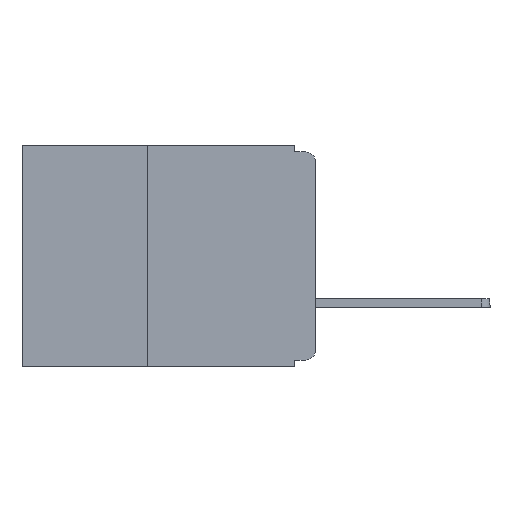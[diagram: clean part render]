
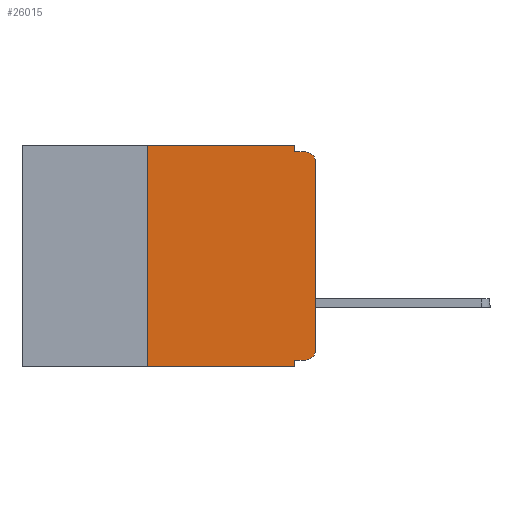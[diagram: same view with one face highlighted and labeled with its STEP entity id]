
A CAD part, left-side view. The second image highlights one B-rep face of the part: STEP entity #26015.
In plain terms, the highlighted planar face has unit normal (-1, 0, 0).
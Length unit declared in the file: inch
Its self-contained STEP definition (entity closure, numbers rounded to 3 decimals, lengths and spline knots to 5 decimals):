
#7 = FACE_OUTER_BOUND ( 'NONE', #15697, .T. ) ;
#604 = EDGE_CURVE ( 'NONE', #13220, #9305, #25000, .T. ) ;
#818 = CARTESIAN_POINT ( 'NONE',  ( 0., 0.031, -0.01 ) ) ;
#917 = CARTESIAN_POINT ( 'NONE',  ( 0., 0., -0.025 ) ) ;
#1458 = CARTESIAN_POINT ( 'NONE',  ( 0., 0.031, -0.33 ) ) ;
#1669 = VECTOR ( 'NONE', #2268, 39.37008 ) ;
#1786 = LINE ( 'NONE', #10050, #13350 ) ;
#2268 = DIRECTION ( 'NONE',  ( 0., 1., 0. ) ) ;
#2737 = CARTESIAN_POINT ( 'NONE',  ( 0., 0.015, -0.305 ) ) ;
#2738 = LINE ( 'NONE', #12921, #24766 ) ;
#3065 = CARTESIAN_POINT ( 'NONE',  ( 0., 0.015, -0.01 ) ) ;
#3822 = CARTESIAN_POINT ( 'NONE',  ( 0., 0.25, -0.33 ) ) ;
#3911 = CARTESIAN_POINT ( 'NONE',  ( 0., 0.437, 0. ) ) ;
#3919 = DIRECTION ( 'NONE',  ( 0., -1., 0. ) ) ;
#4514 = VERTEX_POINT ( 'NONE', #23470 ) ;
#4549 = PLANE ( 'NONE',  #23542 ) ;
#4906 = CARTESIAN_POINT ( 'NONE',  ( 0., 0.25, 0. ) ) ;
#4978 = DIRECTION ( 'NONE',  ( 0., 0., -1. ) ) ;
#5209 = CARTESIAN_POINT ( 'NONE',  ( 0., 0., -0.305 ) ) ;
#5322 = CARTESIAN_POINT ( 'NONE',  ( 0., 0.015, -0.32 ) ) ;
#5358 = CARTESIAN_POINT ( 'NONE',  ( 0., 0., 0. ) ) ;
#7783 = AXIS2_PLACEMENT_3D ( 'NONE', #2737, #17840, #4978 ) ;
#8429 = EDGE_CURVE ( 'NONE', #9785, #4514, #2738, .T. ) ;
#8631 = CARTESIAN_POINT ( 'NONE',  ( 0., 0., -0.01 ) ) ;
#8817 = VERTEX_POINT ( 'NONE', #5322 ) ;
#8931 = DIRECTION ( 'NONE',  ( 0., 0., -1. ) ) ;
#8955 = CARTESIAN_POINT ( 'NONE',  ( 0., 0.015, -0.025 ) ) ;
#9087 = CARTESIAN_POINT ( 'NONE',  ( 0., 0.25, -0.33 ) ) ;
#9252 = ORIENTED_EDGE ( 'NONE', *, *, #26699, .T. ) ;
#9305 = VERTEX_POINT ( 'NONE', #24593 ) ;
#9490 = VERTEX_POINT ( 'NONE', #20876 ) ;
#9529 = VECTOR ( 'NONE', #3919, 39.37008 ) ;
#9785 = VERTEX_POINT ( 'NONE', #9087 ) ;
#10050 = CARTESIAN_POINT ( 'NONE',  ( 0., 0.031, 0. ) ) ;
#10820 = DIRECTION ( 'NONE',  ( 0., -1., 0. ) ) ;
#11138 = DIRECTION ( 'NONE',  ( 0., 0., -1. ) ) ;
#11269 = ORIENTED_EDGE ( 'NONE', *, *, #604, .F. ) ;
#11574 = CIRCLE ( 'NONE', #15547, 0.015 ) ;
#12625 = DIRECTION ( 'NONE',  ( 0., -1., 0. ) ) ;
#12633 = ORIENTED_EDGE ( 'NONE', *, *, #24267, .F. ) ;
#12915 = VECTOR ( 'NONE', #14518, 39.37008 ) ;
#12921 = CARTESIAN_POINT ( 'NONE',  ( 0., 0.437, -0.33 ) ) ;
#13220 = VERTEX_POINT ( 'NONE', #4906 ) ;
#13350 = VECTOR ( 'NONE', #18503, 39.37008 ) ;
#13908 = ORIENTED_EDGE ( 'NONE', *, *, #26392, .F. ) ;
#14253 = LINE ( 'NONE', #3822, #24737 ) ;
#14518 = DIRECTION ( 'NONE',  ( 0., 0., -1. ) ) ;
#14694 = DIRECTION ( 'NONE',  ( 0., 0., 1. ) ) ;
#14955 = VERTEX_POINT ( 'NONE', #818 ) ;
#15547 = AXIS2_PLACEMENT_3D ( 'NONE', #8955, #23719, #11138 ) ;
#15697 = EDGE_LOOP ( 'NONE', ( #21463, #26550, #12633, #26484, #11269, #22896, #26525, #13908, #25433, #9252 ) ) ;
#15901 = EDGE_CURVE ( 'NONE', #9785, #13220, #14253, .T. ) ;
#16865 = VERTEX_POINT ( 'NONE', #5209 ) ;
#16908 = VERTEX_POINT ( 'NONE', #3065 ) ;
#17669 = VECTOR ( 'NONE', #10820, 39.37008 ) ;
#17840 = DIRECTION ( 'NONE',  ( -1., 0., 0. ) ) ;
#17848 = VECTOR ( 'NONE', #22376, 39.37008 ) ;
#17983 = VERTEX_POINT ( 'NONE', #917 ) ;
#18503 = DIRECTION ( 'NONE',  ( 0., 0., -1. ) ) ;
#18543 = LINE ( 'NONE', #1458, #12915 ) ;
#19406 = CARTESIAN_POINT ( 'NONE',  ( 0., 0., -0.32 ) ) ;
#19522 = CARTESIAN_POINT ( 'NONE',  ( 0., 0.437, 0. ) ) ;
#20876 = CARTESIAN_POINT ( 'NONE',  ( 0., 0.031, -0.32 ) ) ;
#21324 = EDGE_CURVE ( 'NONE', #17983, #16908, #11574, .T. ) ;
#21463 = ORIENTED_EDGE ( 'NONE', *, *, #26845, .T. ) ;
#21621 = DIRECTION ( 'NONE',  ( 1., 0., 0. ) ) ;
#22376 = DIRECTION ( 'NONE',  ( 0., 0., 1. ) ) ;
#22896 = ORIENTED_EDGE ( 'NONE', *, *, #15901, .F. ) ;
#23380 = LINE ( 'NONE', #5358, #17848 ) ;
#23470 = CARTESIAN_POINT ( 'NONE',  ( 0., 0.031, -0.33 ) ) ;
#23542 = AXIS2_PLACEMENT_3D ( 'NONE', #19522, #21621, #8931 ) ;
#23719 = DIRECTION ( 'NONE',  ( -1., 0., 0. ) ) ;
#23857 = LINE ( 'NONE', #8631, #17669 ) ;
#24267 = EDGE_CURVE ( 'NONE', #14955, #16908, #23857, .T. ) ;
#24364 = LINE ( 'NONE', #19406, #1669 ) ;
#24593 = CARTESIAN_POINT ( 'NONE',  ( 0., 0.031, 0. ) ) ;
#24647 = EDGE_CURVE ( 'NONE', #9305, #14955, #1786, .T. ) ;
#24737 = VECTOR ( 'NONE', #14694, 39.37008 ) ;
#24766 = VECTOR ( 'NONE', #12625, 39.37008 ) ;
#25000 = LINE ( 'NONE', #3911, #9529 ) ;
#25433 = ORIENTED_EDGE ( 'NONE', *, *, #26583, .F. ) ;
#26015 = ADVANCED_FACE ( 'NONE', ( #7 ), #4549, .F. ) ;
#26392 = EDGE_CURVE ( 'NONE', #9490, #4514, #18543, .T. ) ;
#26484 = ORIENTED_EDGE ( 'NONE', *, *, #24647, .F. ) ;
#26525 = ORIENTED_EDGE ( 'NONE', *, *, #8429, .T. ) ;
#26550 = ORIENTED_EDGE ( 'NONE', *, *, #21324, .T. ) ;
#26582 = CIRCLE ( 'NONE', #7783, 0.015 ) ;
#26583 = EDGE_CURVE ( 'NONE', #8817, #9490, #24364, .T. ) ;
#26699 = EDGE_CURVE ( 'NONE', #8817, #16865, #26582, .T. ) ;
#26845 = EDGE_CURVE ( 'NONE', #16865, #17983, #23380, .T. ) ;
